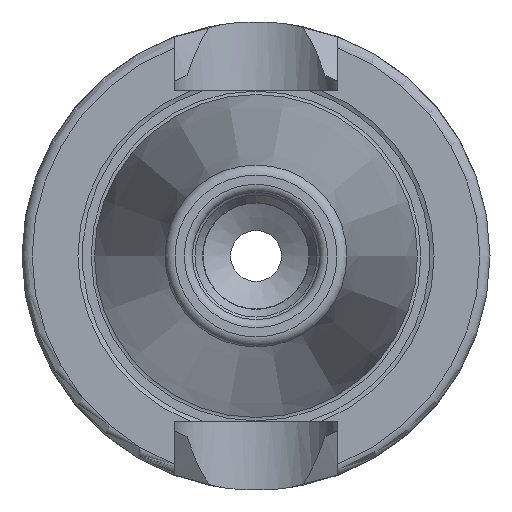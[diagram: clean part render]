
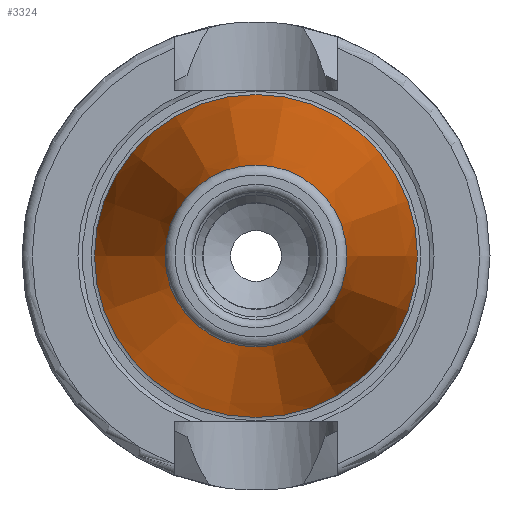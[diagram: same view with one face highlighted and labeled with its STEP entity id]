
A CAD part, left-side view. The second image highlights one B-rep face of the part: STEP entity #3324.
In plain terms, the highlighted conical face has half-angle 8.297 degrees and reference radius 12.408 mm.
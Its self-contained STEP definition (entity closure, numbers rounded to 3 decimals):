
#3290=CARTESIAN_POINT('',(-47.544,8.941,0.0));
#3291=VERTEX_POINT('',#3290);
#3292=CARTESIAN_POINT('',(-47.544,0.,0.0));
#3293=DIRECTION('',(1.0,0.0,0.0));
#3294=DIRECTION('',(0.0,1.0,0.0));
#3295=AXIS2_PLACEMENT_3D('',#3292,#3293,#3294);
#3296=CIRCLE('',#3295,8.941);
#3297=EDGE_CURVE('',#3291,#3291,#3296,.T.);
#3305=CARTESIAN_POINT('',(-23.772,0.,0.0));
#3306=DIRECTION('',(1.0,0.,0.0));
#3307=DIRECTION('',(0.0,1.0,0.0));
#3308=AXIS2_PLACEMENT_3D('',#3305,#3306,#3307);
#3309=CONICAL_SURFACE('',#3308,12.408,8.297);
#3310=CARTESIAN_POINT('',(0.,15.875,0.0));
#3311=VERTEX_POINT('',#3310);
#3312=CARTESIAN_POINT('',(0.,0.,0.0));
#3313=DIRECTION('',(1.0,0.0,0.0));
#3314=DIRECTION('',(0.0,1.0,0.0));
#3315=AXIS2_PLACEMENT_3D('',#3312,#3313,#3314);
#3316=CIRCLE('',#3315,15.875);
#3317=EDGE_CURVE('',#3311,#3311,#3316,.T.);
#3318=ORIENTED_EDGE('',*,*,#3317,.F.);
#3319=EDGE_LOOP('',(#3318));
#3320=FACE_OUTER_BOUND('',#3319,.T.);
#3321=ORIENTED_EDGE('',*,*,#3297,.T.);
#3322=EDGE_LOOP('',(#3321));
#3323=FACE_BOUND('',#3322,.T.);
#3324=ADVANCED_FACE('',(#3320,#3323),#3309,.T.);
